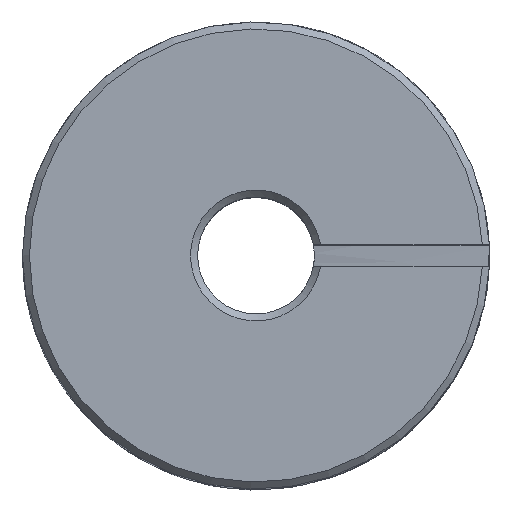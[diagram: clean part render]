
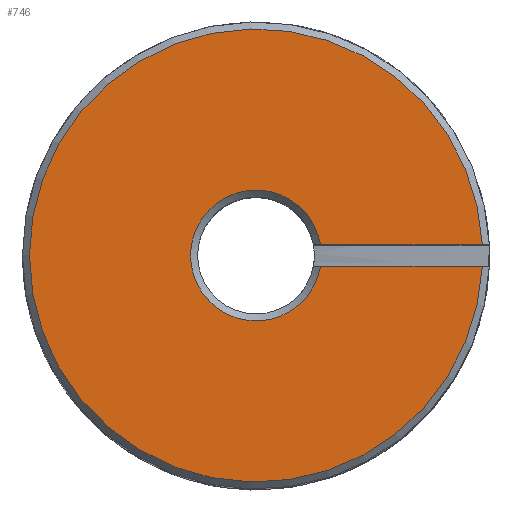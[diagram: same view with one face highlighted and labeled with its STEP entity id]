
A CAD part, top view. The second image highlights one B-rep face of the part: STEP entity #746.
In plain terms, the highlighted planar face has unit normal (0, 0, 1).
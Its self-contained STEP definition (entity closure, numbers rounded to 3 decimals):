
#24=PLANE('',#818);
#79=FACE_OUTER_BOUND('',#122,.T.);
#122=EDGE_LOOP('',(#604,#605,#606,#607));
#196=CIRCLE('',#819,2.8);
#197=CIRCLE('',#820,9.7);
#236=LINE('',#2404,#279);
#237=LINE('',#2408,#280);
#279=VECTOR('',#959,6.926);
#280=VECTOR('',#962,6.926);
#360=VERTEX_POINT('',#2402);
#361=VERTEX_POINT('',#2403);
#362=VERTEX_POINT('',#2405);
#363=VERTEX_POINT('',#2407);
#459=EDGE_CURVE('',#360,#361,#236,.T.);
#460=EDGE_CURVE('',#360,#362,#196,.F.);
#461=EDGE_CURVE('',#363,#362,#237,.T.);
#462=EDGE_CURVE('',#363,#361,#197,.T.);
#604=ORIENTED_EDGE('',*,*,#459,.F.);
#605=ORIENTED_EDGE('',*,*,#460,.T.);
#606=ORIENTED_EDGE('',*,*,#461,.F.);
#607=ORIENTED_EDGE('',*,*,#462,.T.);
#746=ADVANCED_FACE('',(#79),#24,.T.);
#818=AXIS2_PLACEMENT_3D('',#2401,#957,#958);
#819=AXIS2_PLACEMENT_3D('',#2406,#960,#961);
#820=AXIS2_PLACEMENT_3D('',#2409,#963,#964);
#957=DIRECTION('center_axis',(0.,0.,1.));
#958=DIRECTION('ref_axis',(1.,0.,0.));
#959=DIRECTION('',(1.,0.,0.));
#960=DIRECTION('center_axis',(0.,0.,1.));
#961=DIRECTION('ref_axis',(1.,0.,0.));
#962=DIRECTION('',(-1.,0.,0.));
#963=DIRECTION('center_axis',(0.,0.,1.));
#964=DIRECTION('ref_axis',(1.,0.,0.));
#2401=CARTESIAN_POINT('Origin',(0.,0.,0.));
#2402=CARTESIAN_POINT('',(2.764,-0.45,0.));
#2403=CARTESIAN_POINT('',(9.69,-0.45,0.));
#2404=CARTESIAN_POINT('',(2.764,-0.45,0.));
#2405=CARTESIAN_POINT('',(2.764,0.45,0.));
#2406=CARTESIAN_POINT('Origin',(0.,0.,0.));
#2407=CARTESIAN_POINT('',(9.69,0.45,0.));
#2408=CARTESIAN_POINT('',(9.69,0.45,0.));
#2409=CARTESIAN_POINT('Origin',(0.,0.,0.));
